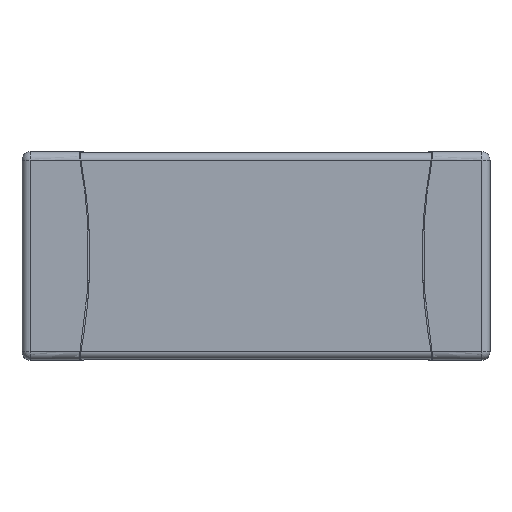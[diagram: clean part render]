
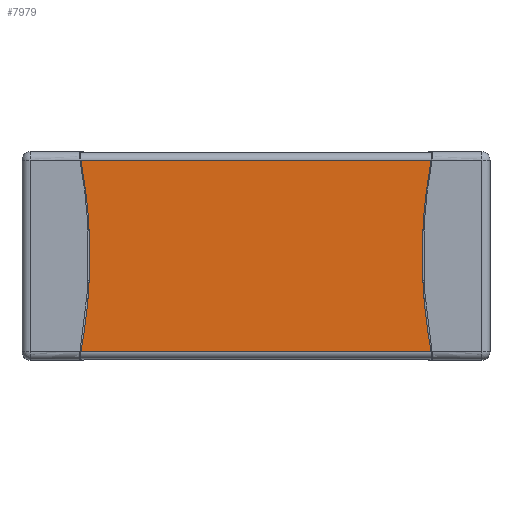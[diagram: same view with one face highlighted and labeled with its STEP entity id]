
A CAD part, top view. The second image highlights one B-rep face of the part: STEP entity #7979.
In plain terms, the highlighted planar face has unit normal (0, 0, 1).
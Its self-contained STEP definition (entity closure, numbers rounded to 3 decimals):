
#7404 = EDGE_CURVE('',#7405,#7407,#7409,.T.);
#7405 = VERTEX_POINT('',#7406);
#7406 = CARTESIAN_POINT('',(-2.15,-0.92,1.6));
#7407 = VERTEX_POINT('',#7408);
#7408 = CARTESIAN_POINT('',(2.15,-0.92,1.6));
#7409 = SURFACE_CURVE('',#7410,(#7414,#7426),.PCURVE_S1.);
#7410 = LINE('',#7411,#7412);
#7411 = CARTESIAN_POINT('',(-2.15,-0.92,1.6));
#7412 = VECTOR('',#7413,1.);
#7413 = DIRECTION('',(1.,0.,0.));
#7414 = PCURVE('',#7415,#7420);
#7415 = CYLINDRICAL_SURFACE('',#7416,0.07);
#7416 = AXIS2_PLACEMENT_3D('',#7417,#7418,#7419);
#7417 = CARTESIAN_POINT('',(-2.15,-0.92,1.53));
#7418 = DIRECTION('',(-1.,0.,0.));
#7419 = DIRECTION('',(0.,1.,0.));
#7420 = DEFINITIONAL_REPRESENTATION('',(#7421),#7425);
#7421 = LINE('',#7422,#7423);
#7422 = CARTESIAN_POINT('',(-1.571,0.));
#7423 = VECTOR('',#7424,1.);
#7424 = DIRECTION('',(-0.,-1.));
#7425 = ( GEOMETRIC_REPRESENTATION_CONTEXT(2) 
PARAMETRIC_REPRESENTATION_CONTEXT() REPRESENTATION_CONTEXT('2D SPACE',''
  ) );
#7426 = PCURVE('',#7427,#7432);
#7427 = PLANE('',#7428);
#7428 = AXIS2_PLACEMENT_3D('',#7429,#7430,#7431);
#7429 = CARTESIAN_POINT('',(-2.15,-0.92,1.6));
#7430 = DIRECTION('',(0.,0.,1.));
#7431 = DIRECTION('',(0.,1.,0.));
#7432 = DEFINITIONAL_REPRESENTATION('',(#7433),#7437);
#7433 = LINE('',#7434,#7435);
#7434 = CARTESIAN_POINT('',(0.,0.));
#7435 = VECTOR('',#7436,1.);
#7436 = DIRECTION('',(0.,-1.));
#7437 = ( GEOMETRIC_REPRESENTATION_CONTEXT(2) 
PARAMETRIC_REPRESENTATION_CONTEXT() REPRESENTATION_CONTEXT('2D SPACE',''
  ) );
#7456 = PLANE('',#7457);
#7457 = AXIS2_PLACEMENT_3D('',#7458,#7459,#7460);
#7458 = CARTESIAN_POINT('',(2.15,0.,0.81));
#7459 = DIRECTION('',(1.,0.,0.));
#7460 = DIRECTION('',(0.,0.,1.));
#7511 = PLANE('',#7512);
#7512 = AXIS2_PLACEMENT_3D('',#7513,#7514,#7515);
#7513 = CARTESIAN_POINT('',(-2.15,0.,0.81));
#7514 = DIRECTION('',(1.,0.,0.));
#7515 = DIRECTION('',(0.,0.,1.));
#7852 = CYLINDRICAL_SURFACE('',#7853,0.07);
#7853 = AXIS2_PLACEMENT_3D('',#7854,#7855,#7856);
#7854 = CARTESIAN_POINT('',(-2.15,0.92,1.53));
#7855 = DIRECTION('',(-1.,0.,0.));
#7856 = DIRECTION('',(0.,1.,0.));
#7912 = VERTEX_POINT('',#7913);
#7913 = CARTESIAN_POINT('',(2.15,0.92,1.6));
#7935 = EDGE_CURVE('',#7936,#7912,#7938,.T.);
#7936 = VERTEX_POINT('',#7937);
#7937 = CARTESIAN_POINT('',(-2.15,0.92,1.6));
#7938 = SURFACE_CURVE('',#7939,(#7943,#7950),.PCURVE_S1.);
#7939 = LINE('',#7940,#7941);
#7940 = CARTESIAN_POINT('',(-2.15,0.92,1.6));
#7941 = VECTOR('',#7942,1.);
#7942 = DIRECTION('',(1.,0.,0.));
#7943 = PCURVE('',#7852,#7944);
#7944 = DEFINITIONAL_REPRESENTATION('',(#7945),#7949);
#7945 = LINE('',#7946,#7947);
#7946 = CARTESIAN_POINT('',(-1.571,0.));
#7947 = VECTOR('',#7948,1.);
#7948 = DIRECTION('',(-0.,-1.));
#7949 = ( GEOMETRIC_REPRESENTATION_CONTEXT(2) 
PARAMETRIC_REPRESENTATION_CONTEXT() REPRESENTATION_CONTEXT('2D SPACE',''
  ) );
#7950 = PCURVE('',#7427,#7951);
#7951 = DEFINITIONAL_REPRESENTATION('',(#7952),#7956);
#7952 = LINE('',#7953,#7954);
#7953 = CARTESIAN_POINT('',(1.84,0.));
#7954 = VECTOR('',#7955,1.);
#7955 = DIRECTION('',(0.,-1.));
#7956 = ( GEOMETRIC_REPRESENTATION_CONTEXT(2) 
PARAMETRIC_REPRESENTATION_CONTEXT() REPRESENTATION_CONTEXT('2D SPACE',''
  ) );
#7979 = ADVANCED_FACE('',(#7980),#7427,.T.);
#7980 = FACE_BOUND('',#7981,.T.);
#7981 = EDGE_LOOP('',(#7982,#7983,#8004,#8005));
#7982 = ORIENTED_EDGE('',*,*,#7404,.T.);
#7983 = ORIENTED_EDGE('',*,*,#7984,.T.);
#7984 = EDGE_CURVE('',#7407,#7912,#7985,.T.);
#7985 = SURFACE_CURVE('',#7986,(#7990,#7997),.PCURVE_S1.);
#7986 = LINE('',#7987,#7988);
#7987 = CARTESIAN_POINT('',(2.15,-0.92,1.6));
#7988 = VECTOR('',#7989,1.);
#7989 = DIRECTION('',(0.,1.,0.));
#7990 = PCURVE('',#7427,#7991);
#7991 = DEFINITIONAL_REPRESENTATION('',(#7992),#7996);
#7992 = LINE('',#7993,#7994);
#7993 = CARTESIAN_POINT('',(0.,-4.3));
#7994 = VECTOR('',#7995,1.);
#7995 = DIRECTION('',(1.,0.));
#7996 = ( GEOMETRIC_REPRESENTATION_CONTEXT(2) 
PARAMETRIC_REPRESENTATION_CONTEXT() REPRESENTATION_CONTEXT('2D SPACE',''
  ) );
#7997 = PCURVE('',#7456,#7998);
#7998 = DEFINITIONAL_REPRESENTATION('',(#7999),#8003);
#7999 = LINE('',#8000,#8001);
#8000 = CARTESIAN_POINT('',(0.79,0.92));
#8001 = VECTOR('',#8002,1.);
#8002 = DIRECTION('',(0.,-1.));
#8003 = ( GEOMETRIC_REPRESENTATION_CONTEXT(2) 
PARAMETRIC_REPRESENTATION_CONTEXT() REPRESENTATION_CONTEXT('2D SPACE',''
  ) );
#8004 = ORIENTED_EDGE('',*,*,#7935,.F.);
#8005 = ORIENTED_EDGE('',*,*,#8006,.F.);
#8006 = EDGE_CURVE('',#7405,#7936,#8007,.T.);
#8007 = SURFACE_CURVE('',#8008,(#8012,#8019),.PCURVE_S1.);
#8008 = LINE('',#8009,#8010);
#8009 = CARTESIAN_POINT('',(-2.15,-0.92,1.6));
#8010 = VECTOR('',#8011,1.);
#8011 = DIRECTION('',(0.,1.,0.));
#8012 = PCURVE('',#7427,#8013);
#8013 = DEFINITIONAL_REPRESENTATION('',(#8014),#8018);
#8014 = LINE('',#8015,#8016);
#8015 = CARTESIAN_POINT('',(0.,0.));
#8016 = VECTOR('',#8017,1.);
#8017 = DIRECTION('',(1.,0.));
#8018 = ( GEOMETRIC_REPRESENTATION_CONTEXT(2) 
PARAMETRIC_REPRESENTATION_CONTEXT() REPRESENTATION_CONTEXT('2D SPACE',''
  ) );
#8019 = PCURVE('',#7511,#8020);
#8020 = DEFINITIONAL_REPRESENTATION('',(#8021),#8025);
#8021 = LINE('',#8022,#8023);
#8022 = CARTESIAN_POINT('',(0.79,0.92));
#8023 = VECTOR('',#8024,1.);
#8024 = DIRECTION('',(0.,-1.));
#8025 = ( GEOMETRIC_REPRESENTATION_CONTEXT(2) 
PARAMETRIC_REPRESENTATION_CONTEXT() REPRESENTATION_CONTEXT('2D SPACE',''
  ) );
